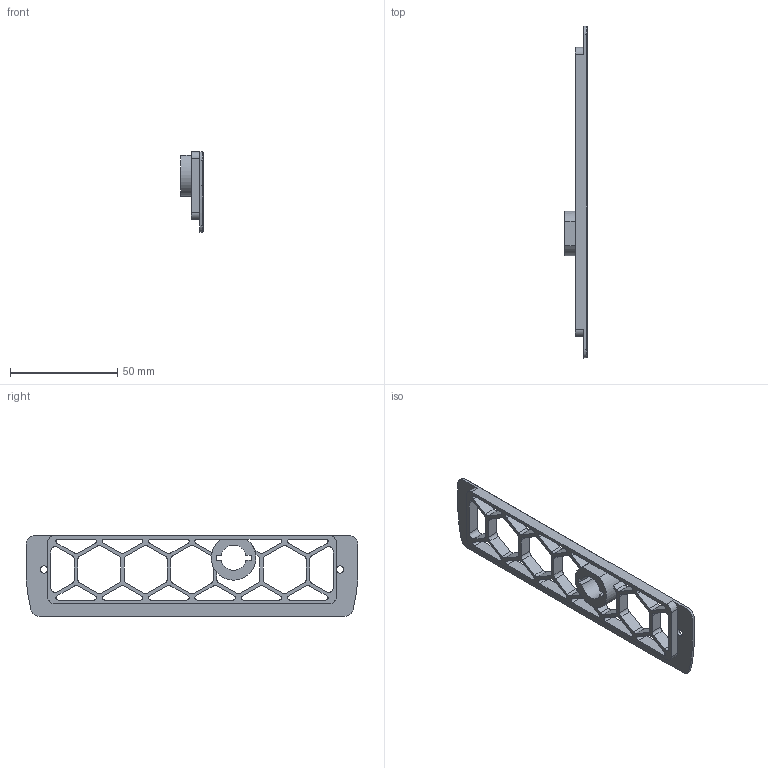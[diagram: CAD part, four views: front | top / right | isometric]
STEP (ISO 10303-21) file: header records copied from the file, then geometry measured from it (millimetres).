
FILE_DESCRIPTION(/* description */ (''),/* implementation_level */ '2;1');
FILE_NAME(/* name */ '',/* time_stamp */ '2025-06-22T11:10:08+03:00',/* author */ (''),/* organization */ (''),/* preprocessor_version */ 'ST-DEVELOPER v20.1',/* originating_system */ 'Autodesk Translation Framework v14.10.0.0',/* authorisation */ '');
FILE_SCHEMA (('AUTOMOTIVE_DESIGN { 1 0 10303 214 3 1 1 }'));
Length unit declared in the file: millimetre
Products named in the file (1): 网板^Copy of 2.4小书包_voron 小书包 
 sfs  带fan 低成本涡轮套件_默认.
STEP_默认
Bounding box: 10.6 x 154.8 x 37.6 mm (x, y, z)
Volume: 10859.3 mm3; surface area: 13609.9 mm2
Topology: 1 solids, 1 shells, 186 faces, 550 edges, 361 vertices
Faces by surface type: plane 94, cylinder 84, cone 8
Full cylindrical faces by diameter (mm): 3.4 x2
Entity records: 6369 total; most frequent: DIRECTION 1107, ORIENTED_EDGE 1100, CARTESIAN_POINT 1098, EDGE_CURVE 550, AXIS2_PLACEMENT_3D 370, LINE 367, VECTOR 367, VERTEX_POINT 361
